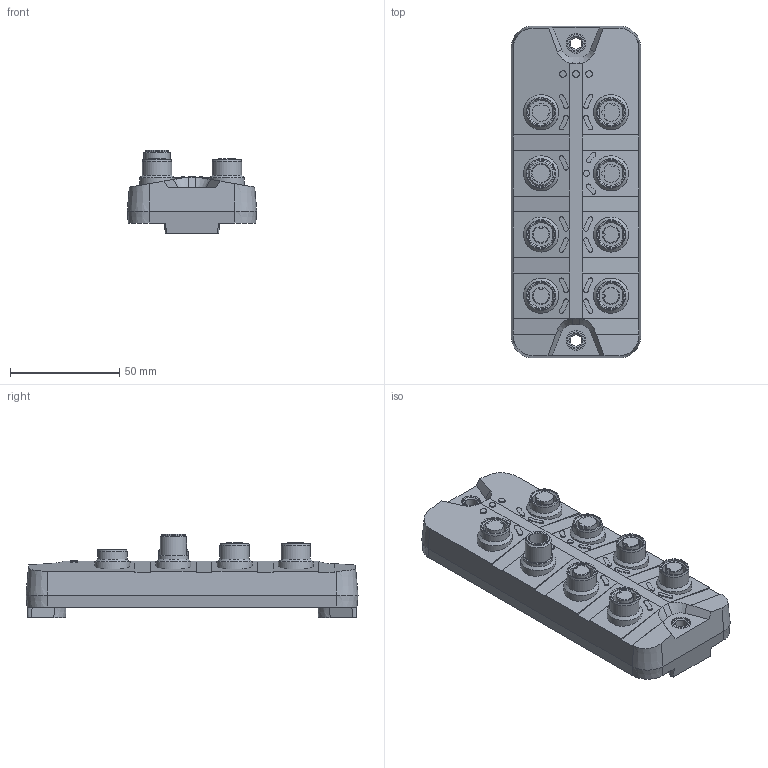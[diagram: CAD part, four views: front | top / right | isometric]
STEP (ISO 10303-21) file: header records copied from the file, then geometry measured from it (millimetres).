
FILE_DESCRIPTION( ( 'STEP AP203' ), ' ' );
FILE_NAME( 'AL1300.stp', '2018-06-11T08:56:45', ( '' ), ( '' ), ' ', 'PARTsolutions', ' ' );
FILE_SCHEMA( ( 'CONFIG_CONTROL_DESIGN' ) );
Length unit declared in the file: millimetre
Products named in the file (1): _AL1300
Bounding box: 59.3 x 152 x 38.25 mm (x, y, z)
Volume: 174379.4 mm3; surface area: 32284 mm2
Topology: 1 solids, 1 shells, 314 faces, 728 edges, 466 vertices
Faces by surface type: plane 141, cylinder 120, cone 49, torus 4
Full cylindrical faces by diameter (mm): 2.7 x1, 3 x3, 5.3 x2, 8.3 x1, 10.7 x1, 10.917 x7, 12 x1, 12.1 x7, 13.5 x8, 16 x8
Entity records: 8656 total; most frequent: DIRECTION 1574, CARTESIAN_POINT 1495, ORIENTED_EDGE 1308, EDGE_CURVE 654, AXIS2_PLACEMENT_3D 617, VERTEX_POINT 462, EDGE_LOOP 438, FACE_OUTER_BOUND 353
